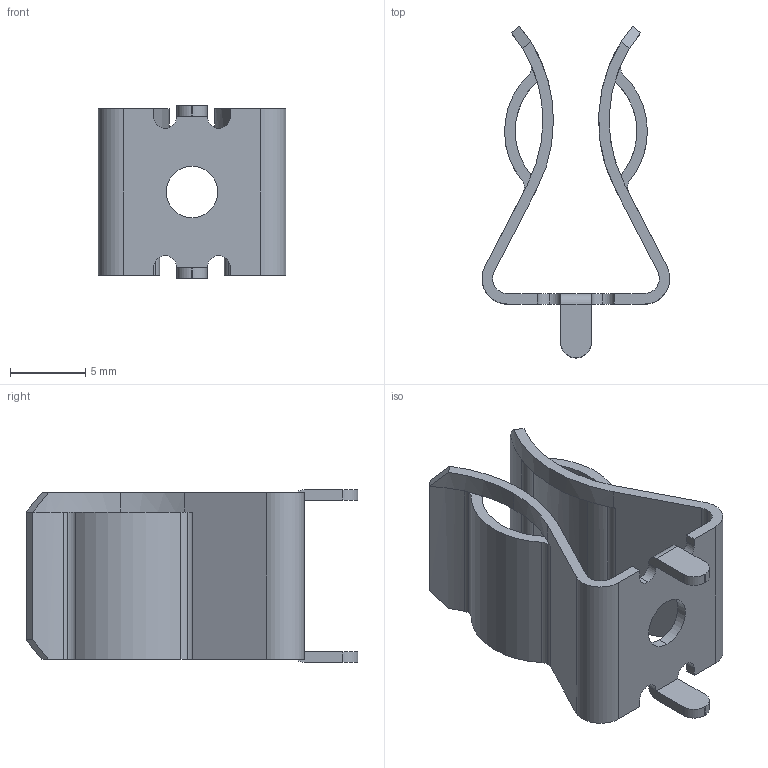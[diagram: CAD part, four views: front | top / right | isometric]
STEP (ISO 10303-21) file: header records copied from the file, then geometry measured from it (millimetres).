
FILE_DESCRIPTION (( 'STEP AP214' ), '1' );
FILE_NAME ('370015.STEP', '2016-04-01T12:51:31', ( '' ), ( '' ), 'SwSTEP 2.0', 'SolidWorks 2016', '' );
FILE_SCHEMA (( 'AUTOMOTIVE_DESIGN' ));
Length unit declared in the file: inch
Products named in the file (1): 370015
Bounding box: 12.5 x 22.07 x 11.5 mm (x, y, z)
Volume: 389.8 mm3; surface area: 1231 mm2
Topology: 1 solids, 1 shells, 82 faces, 240 edges, 156 vertices
Faces by surface type: cylinder 48, plane 34
Entity records: 2810 total; most frequent: CARTESIAN_POINT 551, ORIENTED_EDGE 480, DIRECTION 474, EDGE_CURVE 240, AXIS2_PLACEMENT_3D 173, VERTEX_POINT 156, VECTOR 128, LINE 128
